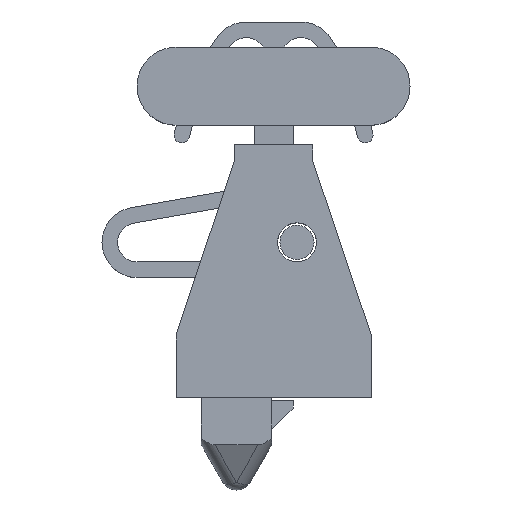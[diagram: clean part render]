
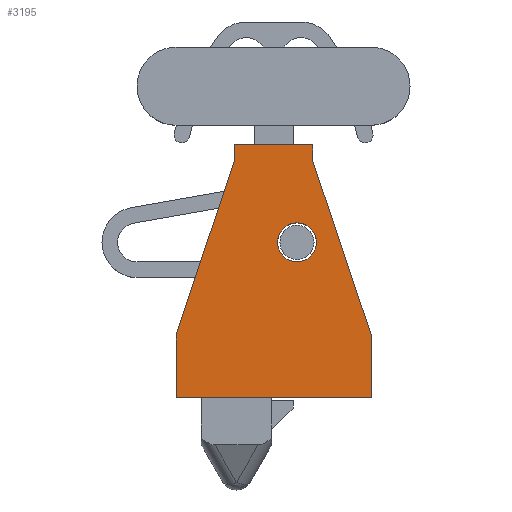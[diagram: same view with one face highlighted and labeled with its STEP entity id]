
A CAD part, top view. The second image highlights one B-rep face of the part: STEP entity #3195.
In plain terms, the highlighted planar face has unit normal (0, 0, 1).
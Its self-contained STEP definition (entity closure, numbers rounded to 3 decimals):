
#144=FACE_BOUND('',#577,.T.);
#224=CIRCLE('',#3476,1.);
#390=FACE_OUTER_BOUND('',#576,.T.);
#576=EDGE_LOOP('',(#2396,#2397,#2398,#2399,#2400,#2401,#2402,#2403));
#577=EDGE_LOOP('',(#2404));
#831=LINE('',#4939,#1125);
#833=LINE('',#4943,#1127);
#835=LINE('',#4947,#1129);
#837=LINE('',#4951,#1131);
#839=LINE('',#4955,#1133);
#842=LINE('',#4960,#1136);
#844=LINE('',#4964,#1138);
#846=LINE('',#4967,#1140);
#1125=VECTOR('',#3995,10.);
#1127=VECTOR('',#3999,10.);
#1129=VECTOR('',#4003,10.);
#1131=VECTOR('',#4007,10.);
#1133=VECTOR('',#4011,10.);
#1136=VECTOR('',#4016,10.);
#1138=VECTOR('',#4020,10.);
#1140=VECTOR('',#4024,10.);
#1384=VERTEX_POINT('',#4909);
#1394=VERTEX_POINT('',#4936);
#1395=VERTEX_POINT('',#4938);
#1396=VERTEX_POINT('',#4942);
#1397=VERTEX_POINT('',#4946);
#1398=VERTEX_POINT('',#4950);
#1399=VERTEX_POINT('',#4954);
#1400=VERTEX_POINT('',#4959);
#1401=VERTEX_POINT('',#4963);
#1741=EDGE_CURVE('',#1384,#1384,#224,.T.);
#1754=EDGE_CURVE('',#1395,#1394,#831,.T.);
#1756=EDGE_CURVE('',#1396,#1395,#833,.T.);
#1758=EDGE_CURVE('',#1397,#1396,#835,.T.);
#1760=EDGE_CURVE('',#1398,#1397,#837,.T.);
#1762=EDGE_CURVE('',#1399,#1398,#839,.T.);
#1765=EDGE_CURVE('',#1400,#1399,#842,.T.);
#1767=EDGE_CURVE('',#1401,#1400,#844,.T.);
#1769=EDGE_CURVE('',#1394,#1401,#846,.T.);
#2396=ORIENTED_EDGE('',*,*,#1769,.T.);
#2397=ORIENTED_EDGE('',*,*,#1767,.T.);
#2398=ORIENTED_EDGE('',*,*,#1765,.T.);
#2399=ORIENTED_EDGE('',*,*,#1762,.T.);
#2400=ORIENTED_EDGE('',*,*,#1760,.T.);
#2401=ORIENTED_EDGE('',*,*,#1758,.T.);
#2402=ORIENTED_EDGE('',*,*,#1756,.T.);
#2403=ORIENTED_EDGE('',*,*,#1754,.T.);
#2404=ORIENTED_EDGE('',*,*,#1741,.T.);
#3074=PLANE('',#3490);
#3195=ADVANCED_FACE('',(#390,#144),#3074,.T.);
#3476=AXIS2_PLACEMENT_3D('',#4910,#3970,#3971);
#3490=AXIS2_PLACEMENT_3D('',#4968,#4025,#4026);
#3970=DIRECTION('center_axis',(0.,0.,-1.));
#3971=DIRECTION('ref_axis',(1.,0.,0.));
#3995=DIRECTION('',(0.,1.,0.));
#3999=DIRECTION('',(-0.318,0.948,0.));
#4003=DIRECTION('',(0.,1.,0.));
#4007=DIRECTION('',(1.,0.,0.));
#4011=DIRECTION('',(0.,-1.,0.));
#4016=DIRECTION('',(-0.318,-0.948,0.));
#4020=DIRECTION('',(0.,-1.,0.));
#4024=DIRECTION('',(-1.,0.,0.));
#4025=DIRECTION('center_axis',(0.,0.,1.));
#4026=DIRECTION('ref_axis',(1.,0.,0.));
#4909=CARTESIAN_POINT('',(0.2,8.,2.5));
#4910=CARTESIAN_POINT('Origin',(1.2,8.,2.5));
#4936=CARTESIAN_POINT('',(2.,13.,2.5));
#4938=CARTESIAN_POINT('',(2.,12.2,2.5));
#4939=CARTESIAN_POINT('',(2.,13.,2.5));
#4942=CARTESIAN_POINT('',(5.,3.25,2.5));
#4943=CARTESIAN_POINT('',(2.,12.2,2.5));
#4946=CARTESIAN_POINT('',(5.,0.05,2.5));
#4947=CARTESIAN_POINT('',(5.,0.05,2.5));
#4950=CARTESIAN_POINT('',(-5.,0.05,2.5));
#4951=CARTESIAN_POINT('',(5.,0.05,2.5));
#4954=CARTESIAN_POINT('',(-5.,3.25,2.5));
#4955=CARTESIAN_POINT('',(-5.,0.05,2.5));
#4959=CARTESIAN_POINT('',(-2.,12.2,2.5));
#4960=CARTESIAN_POINT('',(-2.,12.2,2.5));
#4963=CARTESIAN_POINT('',(-2.,13.,2.5));
#4964=CARTESIAN_POINT('',(-2.,13.,2.5));
#4967=CARTESIAN_POINT('',(2.,13.,2.5));
#4968=CARTESIAN_POINT('Origin',(0.,6.525,2.5));
